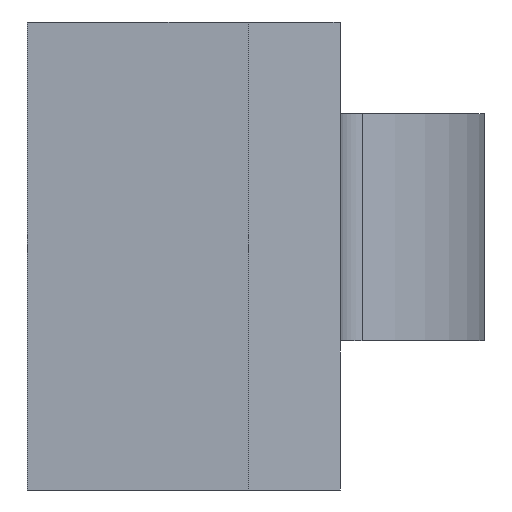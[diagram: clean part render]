
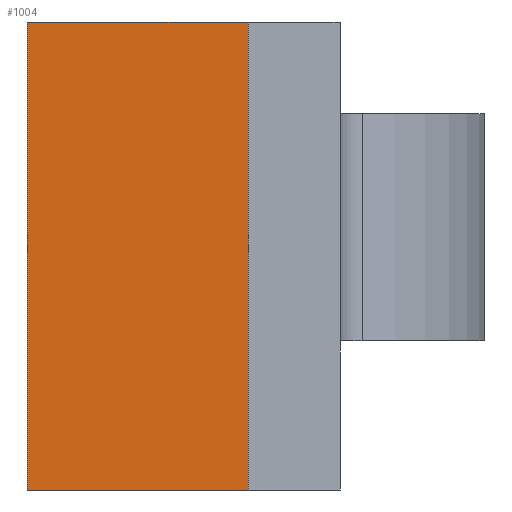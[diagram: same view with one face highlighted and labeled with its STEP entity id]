
A CAD part, front view. The second image highlights one B-rep face of the part: STEP entity #1004.
In plain terms, the highlighted planar face has unit normal (0, -1, 0).
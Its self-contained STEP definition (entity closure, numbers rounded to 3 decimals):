
#29 = CARTESIAN_POINT ( 'NONE',  ( 15.715, -88.704, 40.8 ) ) ;
#63 = ORIENTED_EDGE ( 'NONE', *, *, #1131, .T. ) ;
#66 = VECTOR ( 'NONE', #237, 1000. ) ;
#130 = CARTESIAN_POINT ( 'NONE',  ( 15.715, -88.704, 40.8 ) ) ;
#136 = CARTESIAN_POINT ( 'NONE',  ( 7.715, -88.704, 40.8 ) ) ;
#162 = LINE ( 'NONE', #130, #1080 ) ;
#185 = DIRECTION ( 'NONE',  ( 0., 0., 1. ) ) ;
#233 = DIRECTION ( 'NONE',  ( 0., 0., 1. ) ) ;
#237 = DIRECTION ( 'NONE',  ( 0., 0., -1. ) ) ;
#295 = EDGE_CURVE ( 'NONE', #1088, #955, #448, .T. ) ;
#335 = FACE_OUTER_BOUND ( 'NONE', #1053, .T. ) ;
#338 = VERTEX_POINT ( 'NONE', #773 ) ;
#448 = LINE ( 'NONE', #766, #1187 ) ;
#472 = ORIENTED_EDGE ( 'NONE', *, *, #295, .T. ) ;
#476 = LINE ( 'NONE', #895, #66 ) ;
#550 = DIRECTION ( 'NONE',  ( 1., 0., 0. ) ) ;
#573 = VECTOR ( 'NONE', #185, 1000. ) ;
#585 = CARTESIAN_POINT ( 'NONE',  ( 7.715, -88.704, 40.8 ) ) ;
#625 = ORIENTED_EDGE ( 'NONE', *, *, #1245, .T. ) ;
#655 = AXIS2_PLACEMENT_3D ( 'NONE', #29, #1293, #233 ) ;
#766 = CARTESIAN_POINT ( 'NONE',  ( 15.715, -88.704, 0. ) ) ;
#773 = CARTESIAN_POINT ( 'NONE',  ( -11.535, -88.704, 40.8 ) ) ;
#777 = ORIENTED_EDGE ( 'NONE', *, *, #1050, .F. ) ;
#895 = CARTESIAN_POINT ( 'NONE',  ( -11.535, -88.704, 40.8 ) ) ;
#955 = VERTEX_POINT ( 'NONE', #1150 ) ;
#971 = CARTESIAN_POINT ( 'NONE',  ( -11.535, -88.704, 0. ) ) ;
#984 = VERTEX_POINT ( 'NONE', #136 ) ;
#1004 = ADVANCED_FACE ( 'NONE', ( #335 ), #1285, .F. ) ;
#1050 = EDGE_CURVE ( 'NONE', #338, #984, #162, .T. ) ;
#1053 = EDGE_LOOP ( 'NONE', ( #472, #625, #777, #63 ) ) ;
#1080 = VECTOR ( 'NONE', #1207, 1000. ) ;
#1088 = VERTEX_POINT ( 'NONE', #971 ) ;
#1131 = EDGE_CURVE ( 'NONE', #338, #1088, #476, .T. ) ;
#1150 = CARTESIAN_POINT ( 'NONE',  ( 7.715, -88.704, 0. ) ) ;
#1187 = VECTOR ( 'NONE', #550, 1000. ) ;
#1207 = DIRECTION ( 'NONE',  ( 1., 0., 0. ) ) ;
#1245 = EDGE_CURVE ( 'NONE', #955, #984, #1311, .T. ) ;
#1285 = PLANE ( 'NONE',  #655 ) ;
#1293 = DIRECTION ( 'NONE',  ( 0., 1., 0. ) ) ;
#1311 = LINE ( 'NONE', #585, #573 ) ;
